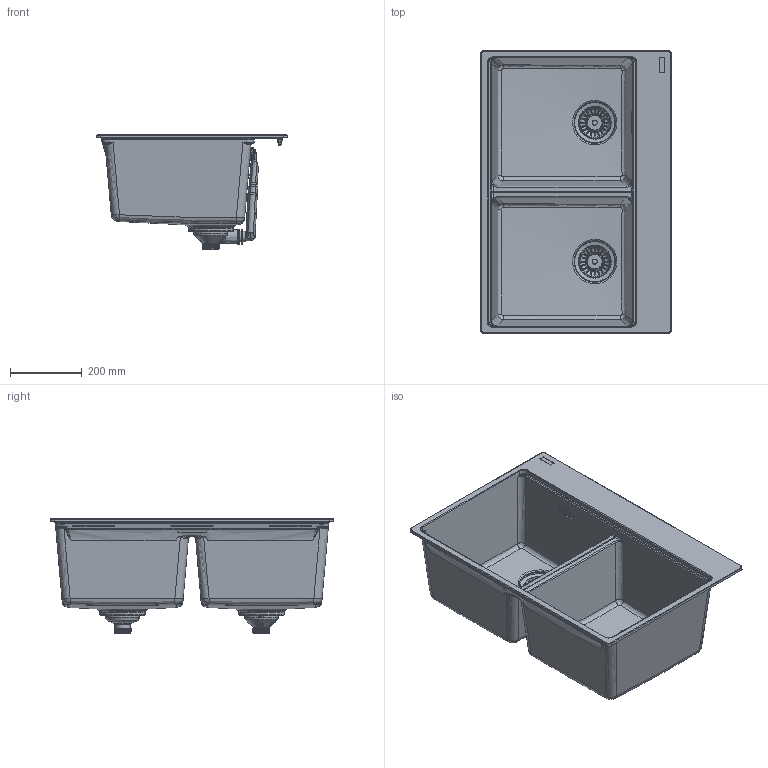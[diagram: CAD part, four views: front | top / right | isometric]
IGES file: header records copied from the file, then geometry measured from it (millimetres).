
Global section: file name: 20253578_ipt_000; native system: Autodesk Inventor 2023; preprocessor: unknown; date: 20230620.073856; units: millimetre
Bounding box: 530.2 x 787.4 x 318.09 mm (x, y, z)
Volume: 8725736.7 mm3; surface area: 2151522.5 mm2
Topology: 5 solids, 10 shells, 2772 faces, 7790 edges, 5057 vertices
Faces by surface type: bspline 2772
